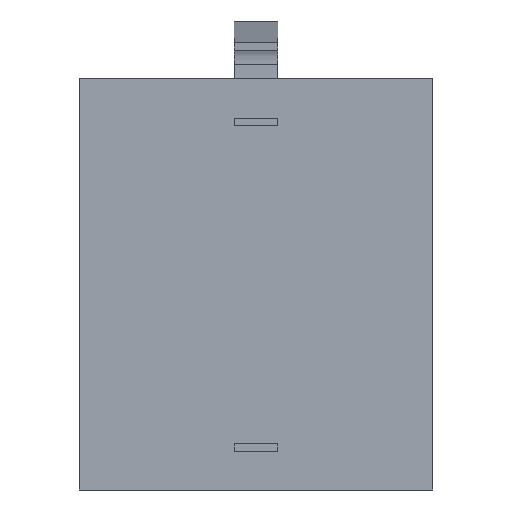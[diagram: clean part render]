
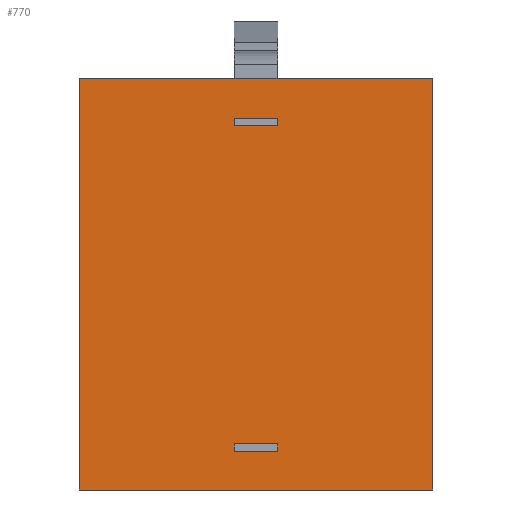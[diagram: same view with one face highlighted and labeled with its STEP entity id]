
A CAD part, front view. The second image highlights one B-rep face of the part: STEP entity #770.
In plain terms, the highlighted planar face has unit normal (0, -1, 0).
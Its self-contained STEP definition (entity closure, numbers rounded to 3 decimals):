
#27=FACE_BOUND('',#117,.T.);
#28=FACE_BOUND('',#118,.T.);
#50=PLANE('',#819);
#80=FACE_OUTER_BOUND('',#116,.T.);
#116=EDGE_LOOP('',(#568,#569,#570,#571));
#117=EDGE_LOOP('',(#572,#573,#574,#575));
#118=EDGE_LOOP('',(#576,#577,#578,#579));
#165=LINE('',#1125,#221);
#166=LINE('',#1127,#222);
#167=LINE('',#1129,#223);
#168=LINE('',#1130,#224);
#169=LINE('',#1133,#225);
#170=LINE('',#1135,#226);
#171=LINE('',#1137,#227);
#172=LINE('',#1138,#228);
#173=LINE('',#1141,#229);
#174=LINE('',#1143,#230);
#175=LINE('',#1145,#231);
#176=LINE('',#1146,#232);
#221=VECTOR('',#891,10.);
#222=VECTOR('',#892,10.);
#223=VECTOR('',#893,10.);
#224=VECTOR('',#894,10.);
#225=VECTOR('',#895,10.);
#226=VECTOR('',#896,10.);
#227=VECTOR('',#897,10.);
#228=VECTOR('',#898,10.);
#229=VECTOR('',#899,10.);
#230=VECTOR('',#900,10.);
#231=VECTOR('',#901,10.);
#232=VECTOR('',#902,10.);
#327=VERTEX_POINT('',#1123);
#328=VERTEX_POINT('',#1124);
#329=VERTEX_POINT('',#1126);
#330=VERTEX_POINT('',#1128);
#331=VERTEX_POINT('',#1131);
#332=VERTEX_POINT('',#1132);
#333=VERTEX_POINT('',#1134);
#334=VERTEX_POINT('',#1136);
#335=VERTEX_POINT('',#1139);
#336=VERTEX_POINT('',#1140);
#337=VERTEX_POINT('',#1142);
#338=VERTEX_POINT('',#1144);
#426=EDGE_CURVE('',#327,#328,#165,.T.);
#427=EDGE_CURVE('',#329,#327,#166,.T.);
#428=EDGE_CURVE('',#330,#329,#167,.T.);
#429=EDGE_CURVE('',#328,#330,#168,.T.);
#430=EDGE_CURVE('',#331,#332,#169,.T.);
#431=EDGE_CURVE('',#332,#333,#170,.T.);
#432=EDGE_CURVE('',#333,#334,#171,.T.);
#433=EDGE_CURVE('',#334,#331,#172,.T.);
#434=EDGE_CURVE('',#335,#336,#173,.T.);
#435=EDGE_CURVE('',#336,#337,#174,.T.);
#436=EDGE_CURVE('',#337,#338,#175,.T.);
#437=EDGE_CURVE('',#338,#335,#176,.T.);
#568=ORIENTED_EDGE('',*,*,#426,.F.);
#569=ORIENTED_EDGE('',*,*,#427,.F.);
#570=ORIENTED_EDGE('',*,*,#428,.F.);
#571=ORIENTED_EDGE('',*,*,#429,.F.);
#572=ORIENTED_EDGE('',*,*,#430,.T.);
#573=ORIENTED_EDGE('',*,*,#431,.T.);
#574=ORIENTED_EDGE('',*,*,#432,.T.);
#575=ORIENTED_EDGE('',*,*,#433,.T.);
#576=ORIENTED_EDGE('',*,*,#434,.T.);
#577=ORIENTED_EDGE('',*,*,#435,.T.);
#578=ORIENTED_EDGE('',*,*,#436,.T.);
#579=ORIENTED_EDGE('',*,*,#437,.T.);
#770=ADVANCED_FACE('',(#80,#27,#28),#50,.F.);
#819=AXIS2_PLACEMENT_3D('',#1122,#889,#890);
#889=DIRECTION('center_axis',(0.,1.,0.));
#890=DIRECTION('ref_axis',(1.,0.,0.));
#891=DIRECTION('',(0.,0.,-1.));
#892=DIRECTION('',(1.,0.,0.));
#893=DIRECTION('',(0.,0.,1.));
#894=DIRECTION('',(-1.,0.,0.));
#895=DIRECTION('',(-1.,0.,0.));
#896=DIRECTION('',(0.,0.,1.));
#897=DIRECTION('',(1.,0.,0.));
#898=DIRECTION('',(0.,0.,-1.));
#899=DIRECTION('',(-1.,0.,0.));
#900=DIRECTION('',(0.,0.,1.));
#901=DIRECTION('',(1.,0.,0.));
#902=DIRECTION('',(0.,0.,-1.));
#1122=CARTESIAN_POINT('Origin',(0.,0.,0.));
#1123=CARTESIAN_POINT('',(4.5,0.,5.25));
#1124=CARTESIAN_POINT('',(4.5,0.,-5.25));
#1125=CARTESIAN_POINT('',(4.5,0.,5.25));
#1126=CARTESIAN_POINT('',(-4.5,0.,5.25));
#1127=CARTESIAN_POINT('',(-4.5,0.,5.25));
#1128=CARTESIAN_POINT('',(-4.5,0.,-5.25));
#1129=CARTESIAN_POINT('',(-4.5,0.,-5.25));
#1130=CARTESIAN_POINT('',(4.5,0.,-5.25));
#1131=CARTESIAN_POINT('',(0.55,0.,4.03));
#1132=CARTESIAN_POINT('',(-0.55,0.,4.03));
#1133=CARTESIAN_POINT('',(-0.275,0.,4.03));
#1134=CARTESIAN_POINT('',(-0.55,0.,4.23));
#1135=CARTESIAN_POINT('',(-0.55,0.,2.115));
#1136=CARTESIAN_POINT('',(0.55,0.,4.23));
#1137=CARTESIAN_POINT('',(0.275,0.,4.23));
#1138=CARTESIAN_POINT('',(0.55,0.,2.015));
#1139=CARTESIAN_POINT('',(0.55,0.,-4.27));
#1140=CARTESIAN_POINT('',(-0.55,0.,-4.27));
#1141=CARTESIAN_POINT('',(-0.275,0.,-4.27));
#1142=CARTESIAN_POINT('',(-0.55,0.,-4.07));
#1143=CARTESIAN_POINT('',(-0.55,0.,-2.035));
#1144=CARTESIAN_POINT('',(0.55,0.,-4.07));
#1145=CARTESIAN_POINT('',(0.275,0.,-4.07));
#1146=CARTESIAN_POINT('',(0.55,0.,-2.135));
